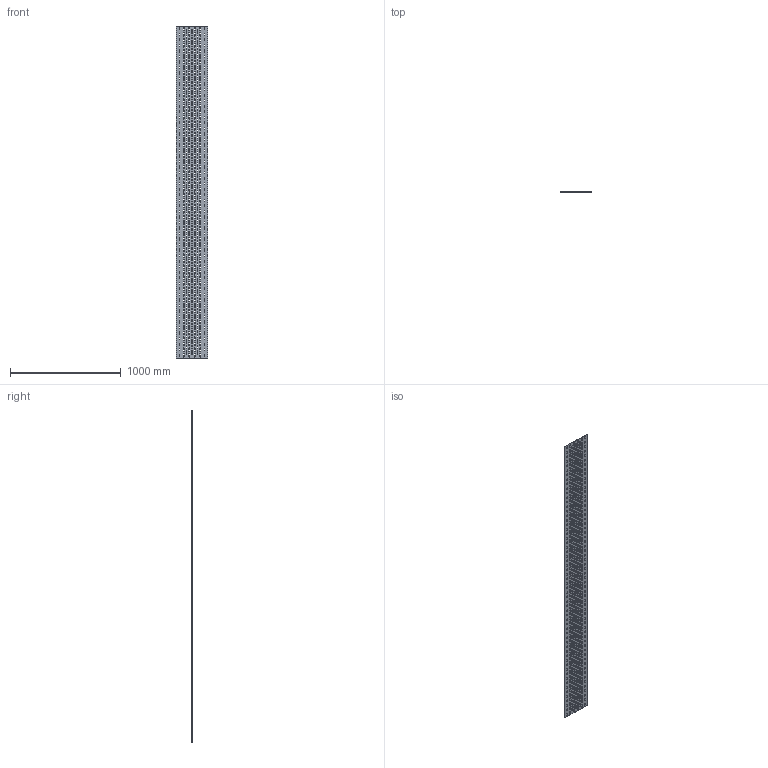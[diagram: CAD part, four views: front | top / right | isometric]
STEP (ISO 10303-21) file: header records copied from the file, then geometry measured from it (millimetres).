
FILE_DESCRIPTION (( 'STEP AP214' ), '1' );
FILE_NAME ('6103356.stp', '2017-03-21T11:57:03', ( '' ), ( '' ), 'SwSTEP 2.0', 'SolidWorks 2016', '' );
FILE_SCHEMA (( 'AUTOMOTIVE_DESIGN' ));
Length unit declared in the file: millimetre
Products named in the file (1): 6103356
Bounding box: 285 x 1 x 3000 mm (x, y, z)
Volume: 750438.8 mm3; surface area: 1543226.9 mm2
Topology: 1 solids, 1 shells, 2691 faces, 8067 edges, 5378 vertices
Faces by surface type: cylinder 1611, plane 1080
Entity records: 94165 total; most frequent: DIRECTION 16673, CARTESIAN_POINT 16137, ORIENTED_EDGE 16134, EDGE_CURVE 8067, AXIS2_PLACEMENT_3D 5914, VERTEX_POINT 5378, LINE 4845, VECTOR 4845
